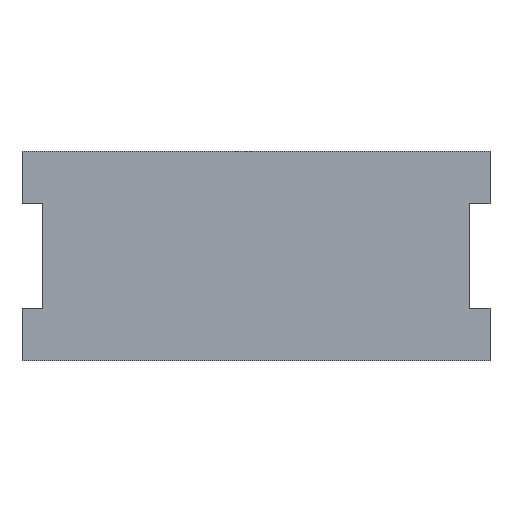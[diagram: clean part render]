
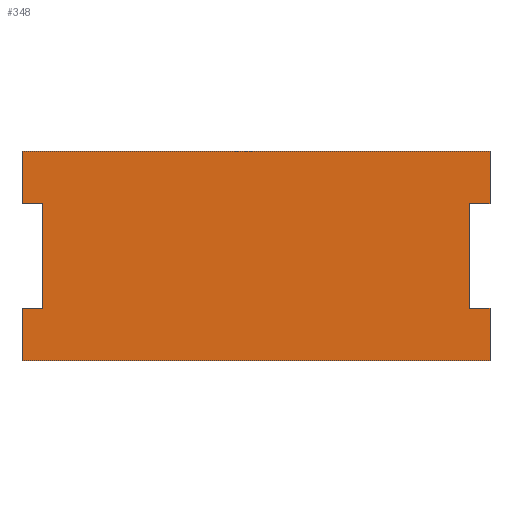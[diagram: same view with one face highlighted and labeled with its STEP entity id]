
A CAD part, top view. The second image highlights one B-rep face of the part: STEP entity #348.
In plain terms, the highlighted planar face has unit normal (0, 0, 1).
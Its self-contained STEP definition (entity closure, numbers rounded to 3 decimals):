
#3 = LINE ( 'NONE', #155, #230 ) ;
#5 = LINE ( 'NONE', #267, #203 ) ;
#7 = DIRECTION ( 'NONE',  ( 1., 0., 0. ) ) ;
#14 = VECTOR ( 'NONE', #126, 1000. ) ;
#28 = DIRECTION ( 'NONE',  ( -1., 0., 0. ) ) ;
#44 = VECTOR ( 'NONE', #7, 1000. ) ;
#47 = LINE ( 'NONE', #158, #61 ) ;
#52 = CARTESIAN_POINT ( 'NONE',  ( -134., 0., 6. ) ) ;
#61 = VECTOR ( 'NONE', #90, 1000. ) ;
#66 = CARTESIAN_POINT ( 'NONE',  ( -134., 0., 6. ) ) ;
#72 = CARTESIAN_POINT ( 'NONE',  ( 0., 15., 6. ) ) ;
#74 = VERTEX_POINT ( 'NONE', #72 ) ;
#76 = ORIENTED_EDGE ( 'NONE', *, *, #452, .T. ) ;
#88 = DIRECTION ( 'NONE',  ( 0., 1., 0. ) ) ;
#90 = DIRECTION ( 'NONE',  ( 1., 0., 0. ) ) ;
#94 = VECTOR ( 'NONE', #258, 1000. ) ;
#103 = VECTOR ( 'NONE', #389, 1000. ) ;
#112 = VERTEX_POINT ( 'NONE', #150 ) ;
#113 = LINE ( 'NONE', #66, #94 ) ;
#119 = VERTEX_POINT ( 'NONE', #298 ) ;
#124 = LINE ( 'NONE', #164, #239 ) ;
#126 = DIRECTION ( 'NONE',  ( 0., 1., 0. ) ) ;
#130 = EDGE_CURVE ( 'NONE', #247, #254, #113, .T. ) ;
#134 = EDGE_CURVE ( 'NONE', #173, #339, #190, .T. ) ;
#150 = CARTESIAN_POINT ( 'NONE',  ( -128., 45., 6. ) ) ;
#151 = CARTESIAN_POINT ( 'NONE',  ( 0., 45., 6. ) ) ;
#152 = ORIENTED_EDGE ( 'NONE', *, *, #461, .T. ) ;
#153 = FACE_OUTER_BOUND ( 'NONE', #336, .T. ) ;
#155 = CARTESIAN_POINT ( 'NONE',  ( 0., 45., 6. ) ) ;
#158 = CARTESIAN_POINT ( 'NONE',  ( -134., 15., 6. ) ) ;
#163 = DIRECTION ( 'NONE',  ( 0., 1., 0. ) ) ;
#164 = CARTESIAN_POINT ( 'NONE',  ( -134., 45., 6. ) ) ;
#167 = EDGE_CURVE ( 'NONE', #420, #173, #3, .T. ) ;
#173 = VERTEX_POINT ( 'NONE', #231 ) ;
#176 = EDGE_CURVE ( 'NONE', #247, #382, #47, .T. ) ;
#186 = CARTESIAN_POINT ( 'NONE',  ( -128., 15., 6. ) ) ;
#190 = LINE ( 'NONE', #227, #103 ) ;
#203 = VECTOR ( 'NONE', #163, 1000. ) ;
#206 = EDGE_CURVE ( 'NONE', #382, #112, #305, .T. ) ;
#210 = VERTEX_POINT ( 'NONE', #429 ) ;
#222 = EDGE_CURVE ( 'NONE', #339, #74, #349, .T. ) ;
#224 = ORIENTED_EDGE ( 'NONE', *, *, #395, .T. ) ;
#227 = CARTESIAN_POINT ( 'NONE',  ( -6., 45., 6. ) ) ;
#228 = CARTESIAN_POINT ( 'NONE',  ( 0., 0., 6. ) ) ;
#230 = VECTOR ( 'NONE', #303, 1000. ) ;
#231 = CARTESIAN_POINT ( 'NONE',  ( -6., 45., 6. ) ) ;
#239 = VECTOR ( 'NONE', #435, 1000. ) ;
#246 = EDGE_CURVE ( 'NONE', #210, #74, #5, .T. ) ;
#247 = VERTEX_POINT ( 'NONE', #477 ) ;
#249 = VECTOR ( 'NONE', #471, 1000. ) ;
#254 = VERTEX_POINT ( 'NONE', #432 ) ;
#256 = ORIENTED_EDGE ( 'NONE', *, *, #222, .F. ) ;
#257 = EDGE_CURVE ( 'NONE', #420, #284, #386, .T. ) ;
#258 = DIRECTION ( 'NONE',  ( 0., -1., 0. ) ) ;
#261 = CARTESIAN_POINT ( 'NONE',  ( -128., 45., 6. ) ) ;
#267 = CARTESIAN_POINT ( 'NONE',  ( 0., 0., 6. ) ) ;
#284 = VERTEX_POINT ( 'NONE', #335 ) ;
#294 = LINE ( 'NONE', #52, #436 ) ;
#296 = CARTESIAN_POINT ( 'NONE',  ( 0., 60., 6. ) ) ;
#297 = ORIENTED_EDGE ( 'NONE', *, *, #167, .F. ) ;
#298 = CARTESIAN_POINT ( 'NONE',  ( -134., 45., 6. ) ) ;
#303 = DIRECTION ( 'NONE',  ( -1., 0., 0. ) ) ;
#305 = LINE ( 'NONE', #261, #14 ) ;
#312 = CARTESIAN_POINT ( 'NONE',  ( -134., 60., 6. ) ) ;
#327 = ORIENTED_EDGE ( 'NONE', *, *, #246, .T. ) ;
#329 = CARTESIAN_POINT ( 'NONE',  ( 0., 0., 6. ) ) ;
#335 = CARTESIAN_POINT ( 'NONE',  ( 0., 60., 6. ) ) ;
#336 = EDGE_LOOP ( 'NONE', ( #377, #430, #374, #498, #152, #327, #256, #425, #297, #353, #224, #76 ) ) ;
#339 = VERTEX_POINT ( 'NONE', #495 ) ;
#348 = ADVANCED_FACE ( 'NONE', ( #153 ), #412, .T. ) ;
#349 = LINE ( 'NONE', #394, #249 ) ;
#353 = ORIENTED_EDGE ( 'NONE', *, *, #257, .T. ) ;
#370 = LINE ( 'NONE', #296, #378 ) ;
#374 = ORIENTED_EDGE ( 'NONE', *, *, #176, .F. ) ;
#377 = ORIENTED_EDGE ( 'NONE', *, *, #474, .F. ) ;
#378 = VECTOR ( 'NONE', #28, 1000. ) ;
#382 = VERTEX_POINT ( 'NONE', #186 ) ;
#386 = LINE ( 'NONE', #392, #399 ) ;
#389 = DIRECTION ( 'NONE',  ( 0., -1., 0. ) ) ;
#392 = CARTESIAN_POINT ( 'NONE',  ( 0., 0., 6. ) ) ;
#394 = CARTESIAN_POINT ( 'NONE',  ( 0., 15., 6. ) ) ;
#395 = EDGE_CURVE ( 'NONE', #284, #485, #370, .T. ) ;
#396 = LINE ( 'NONE', #228, #44 ) ;
#399 = VECTOR ( 'NONE', #88, 1000. ) ;
#409 = DIRECTION ( 'NONE',  ( 1., 0., 0. ) ) ;
#412 = PLANE ( 'NONE',  #421 ) ;
#420 = VERTEX_POINT ( 'NONE', #151 ) ;
#421 = AXIS2_PLACEMENT_3D ( 'NONE', #329, #497, #409 ) ;
#425 = ORIENTED_EDGE ( 'NONE', *, *, #134, .F. ) ;
#429 = CARTESIAN_POINT ( 'NONE',  ( 0., 0., 6. ) ) ;
#430 = ORIENTED_EDGE ( 'NONE', *, *, #206, .F. ) ;
#432 = CARTESIAN_POINT ( 'NONE',  ( -134., 0., 6. ) ) ;
#435 = DIRECTION ( 'NONE',  ( -1., 0., 0. ) ) ;
#436 = VECTOR ( 'NONE', #475, 1000. ) ;
#452 = EDGE_CURVE ( 'NONE', #485, #119, #294, .T. ) ;
#461 = EDGE_CURVE ( 'NONE', #254, #210, #396, .T. ) ;
#471 = DIRECTION ( 'NONE',  ( 1., 0., 0. ) ) ;
#474 = EDGE_CURVE ( 'NONE', #112, #119, #124, .T. ) ;
#475 = DIRECTION ( 'NONE',  ( 0., -1., 0. ) ) ;
#477 = CARTESIAN_POINT ( 'NONE',  ( -134., 15., 6. ) ) ;
#485 = VERTEX_POINT ( 'NONE', #312 ) ;
#495 = CARTESIAN_POINT ( 'NONE',  ( -6., 15., 6. ) ) ;
#497 = DIRECTION ( 'NONE',  ( 0., 0., 1. ) ) ;
#498 = ORIENTED_EDGE ( 'NONE', *, *, #130, .T. ) ;
